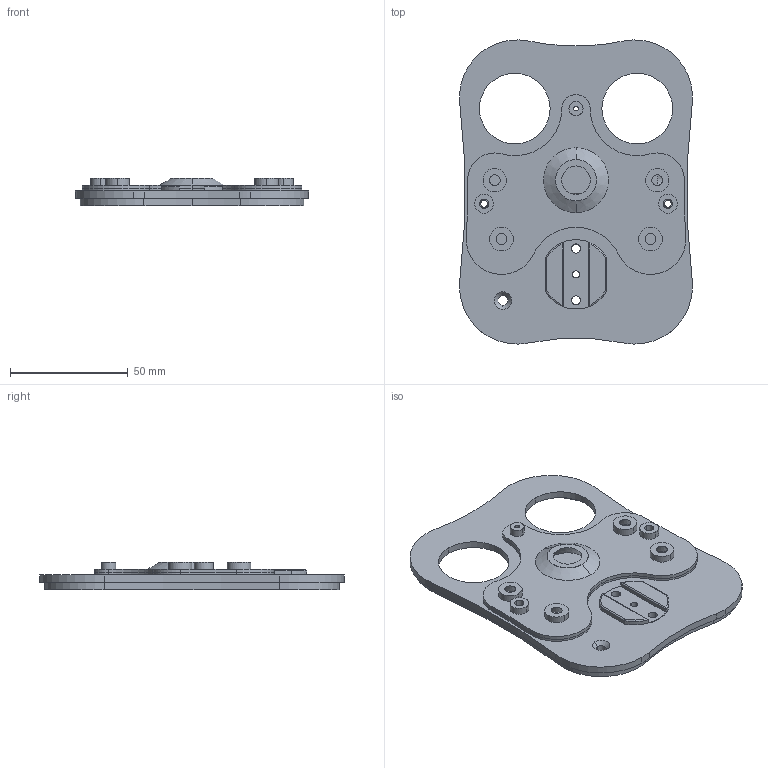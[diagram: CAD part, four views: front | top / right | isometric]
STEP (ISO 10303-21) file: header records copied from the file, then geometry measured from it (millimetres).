
FILE_DESCRIPTION (( 'STEP AP203' ), '1' );
FILE_NAME ('d3_base_o.STEP', '2015-02-27T23:22:18', ( '' ), ( '' ), 'SwSTEP 2.0', 'SolidWorks 2013', '' );
FILE_SCHEMA (( 'CONFIG_CONTROL_DESIGN' ));
Length unit declared in the file: millimetre
Products named in the file (1): d3_base_o
Bounding box: 98.95 x 129.14 x 11.85 mm (x, y, z)
Volume: 65518.2 mm3; surface area: 36505 mm2
Topology: 2 solids, 2 shells, 201 faces, 521 edges, 340 vertices
Faces by surface type: cylinder 143, plane 30, cone 24, torus 4
Entity records: 6482 total; most frequent: DIRECTION 1237, CARTESIAN_POINT 1111, ORIENTED_EDGE 1042, AXIS2_PLACEMENT_3D 522, EDGE_CURVE 521, VERTEX_POINT 340, CIRCLE 320, EDGE_LOOP 255
